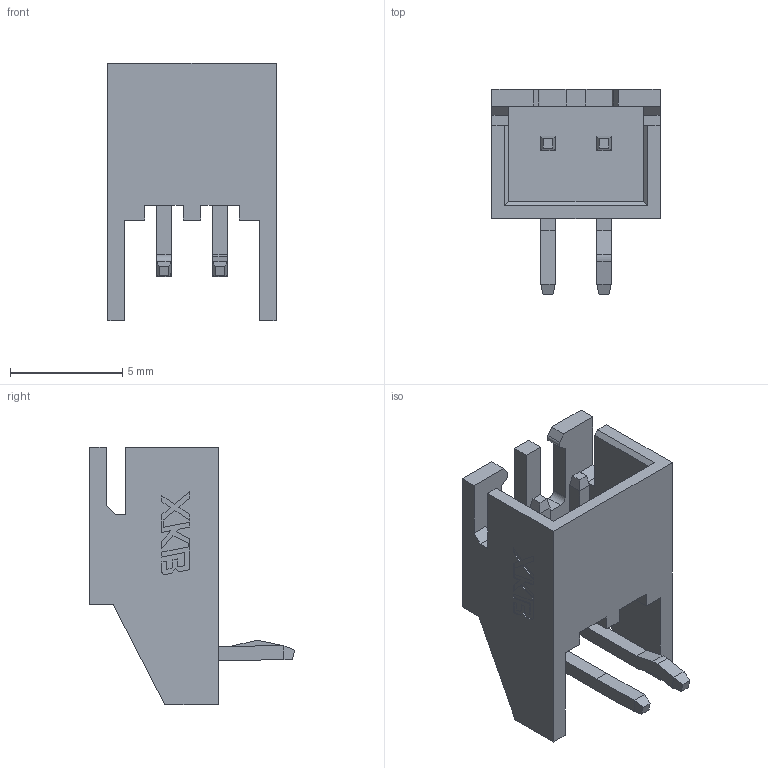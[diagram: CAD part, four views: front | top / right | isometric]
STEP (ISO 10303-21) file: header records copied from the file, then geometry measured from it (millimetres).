
FILE_DESCRIPTION((''),'2;1');
FILE_NAME('X8821WR-02K-NOSN','2021-12-07T',('cwg'),(''),'PRO/ENGINEER BY PARAMETRIC TECHNOLOGY CORPORATION, 2010280','PRO/ENGINEER BY PARAMETRIC TECHNOLOGY CORPORATION, 2010280','');
FILE_SCHEMA(('CONFIG_CONTROL_DESIGN'));
Length unit declared in the file: millimetre
Products named in the file (1): X8821WR-02K-NOSN
Bounding box: 7.5 x 9.14 x 11.5 mm (x, y, z)
Volume: 158.7 mm3; surface area: 539.1 mm2
Topology: 1 solids, 1 shells, 197 faces, 547 edges, 358 vertices
Faces by surface type: plane 179, cylinder 18
Entity records: 6215 total; most frequent: CARTESIAN_POINT 1102, ORIENTED_EDGE 1094, DIRECTION 977, EDGE_CURVE 547, VECTOR 511, LINE 511, VERTEX_POINT 358, AXIS2_PLACEMENT_3D 233
